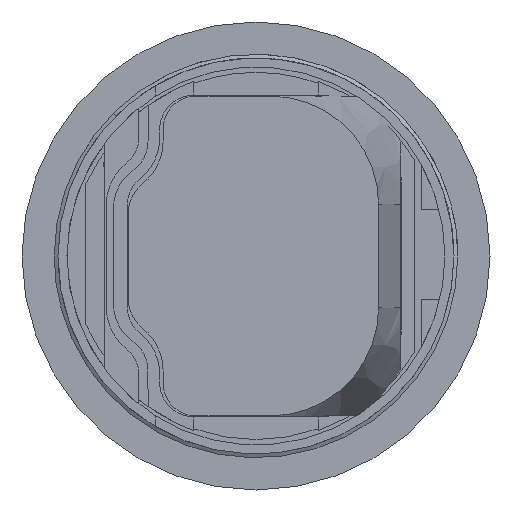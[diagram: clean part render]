
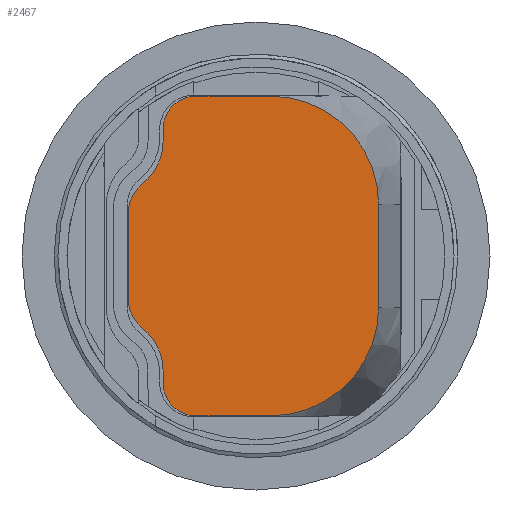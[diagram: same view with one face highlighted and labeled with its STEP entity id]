
A CAD part, front view. The second image highlights one B-rep face of the part: STEP entity #2467.
In plain terms, the highlighted face is planar.
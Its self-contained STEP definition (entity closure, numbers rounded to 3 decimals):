
#162 = CARTESIAN_POINT ( 'NONE',  ( -41.2, 31.95, 0. ) ) ;
#184 = CIRCLE ( 'NONE', #3055, 9.1 ) ;
#244 = AXIS2_PLACEMENT_3D ( 'NONE', #15630, #14159, #5480 ) ;
#400 = DIRECTION ( 'NONE',  ( 1., 0., 0. ) ) ;
#517 = DIRECTION ( 'NONE',  ( 0., 0., -1. ) ) ;
#582 = DIRECTION ( 'NONE',  ( 0., 0., 1. ) ) ;
#789 = CARTESIAN_POINT ( 'NONE',  ( -31.714, -19.819, 0. ) ) ;
#875 = EDGE_CURVE ( 'NONE', #8596, #13656, #16391, .T. ) ;
#1107 = EDGE_CURVE ( 'NONE', #17572, #7744, #6400, .T. ) ;
#1193 = AXIS2_PLACEMENT_3D ( 'NONE', #162, #17691, #12125 ) ;
#1363 = ORIENTED_EDGE ( 'NONE', *, *, #5317, .F. ) ;
#1639 = VERTEX_POINT ( 'NONE', #9772 ) ;
#2022 = DIRECTION ( 'NONE',  ( 0., -1., 0. ) ) ;
#2070 = CARTESIAN_POINT ( 'NONE',  ( -25.8, -31.95, 0. ) ) ;
#2161 = CARTESIAN_POINT ( 'NONE',  ( -35.4, -12.256, 0. ) ) ;
#2218 = DIRECTION ( 'NONE',  ( 1., 0., 0. ) ) ;
#2467 = ADVANCED_FACE ( 'NONE', ( #9003 ), #17965, .T. ) ;
#2474 = DIRECTION ( 'NONE',  ( 0., 0., 1. ) ) ;
#2548 = VERTEX_POINT ( 'NONE', #8047 ) ;
#2603 = CARTESIAN_POINT ( 'NONE',  ( 34.05, -14.4, 0. ) ) ;
#2615 = LINE ( 'NONE', #11549, #9862 ) ;
#2650 = VERTEX_POINT ( 'NONE', #11502 ) ;
#2977 = CARTESIAN_POINT ( 'NONE',  ( -25.8, -31.95, 0. ) ) ;
#2993 = VECTOR ( 'NONE', #18357, 1000. ) ;
#3050 = ORIENTED_EDGE ( 'NONE', *, *, #12660, .F. ) ;
#3055 = AXIS2_PLACEMENT_3D ( 'NONE', #4078, #14200, #5521 ) ;
#3165 = LINE ( 'NONE', #2070, #18149 ) ;
#3278 = EDGE_CURVE ( 'NONE', #1639, #2548, #2615, .T. ) ;
#4068 = AXIS2_PLACEMENT_3D ( 'NONE', #9265, #582, #10712 ) ;
#4078 = CARTESIAN_POINT ( 'NONE',  ( -16.7, 35.3, 0. ) ) ;
#4407 = ORIENTED_EDGE ( 'NONE', *, *, #17435, .F. ) ;
#5016 = VERTEX_POINT ( 'NONE', #789 ) ;
#5105 = AXIS2_PLACEMENT_3D ( 'NONE', #17741, #9075, #400 ) ;
#5129 = CIRCLE ( 'NONE', #13566, 30. ) ;
#5268 = AXIS2_PLACEMENT_3D ( 'NONE', #6275, #17078, #2218 ) ;
#5274 = VERTEX_POINT ( 'NONE', #2977 ) ;
#5317 = EDGE_CURVE ( 'NONE', #13656, #17572, #12695, .T. ) ;
#5344 = CIRCLE ( 'NONE', #5105, 9.6 ) ;
#5456 = EDGE_CURVE ( 'NONE', #7363, #1639, #6582, .T. ) ;
#5480 = DIRECTION ( 'NONE',  ( -1., 0., 0. ) ) ;
#5521 = DIRECTION ( 'NONE',  ( -1., 0., 0. ) ) ;
#5522 = AXIS2_PLACEMENT_3D ( 'NONE', #9208, #517, #10654 ) ;
#5605 = VECTOR ( 'NONE', #9813, 1000. ) ;
#6039 = ORIENTED_EDGE ( 'NONE', *, *, #15515, .F. ) ;
#6091 = VERTEX_POINT ( 'NONE', #2603 ) ;
#6275 = CARTESIAN_POINT ( 'NONE',  ( -16.7, -35.3, 0. ) ) ;
#6400 = LINE ( 'NONE', #2161, #2993 ) ;
#6490 = EDGE_CURVE ( 'NONE', #9123, #6091, #10622, .T. ) ;
#6582 = CIRCLE ( 'NONE', #5268, 9.1 ) ;
#7252 = CARTESIAN_POINT ( 'NONE',  ( 4.05, 44.4, 0. ) ) ;
#7363 = VERTEX_POINT ( 'NONE', #17016 ) ;
#7452 = CARTESIAN_POINT ( 'NONE',  ( -35.4, -12.256, 0. ) ) ;
#7744 = VERTEX_POINT ( 'NONE', #7452 ) ;
#8047 = CARTESIAN_POINT ( 'NONE',  ( 4.05, -44.4, 0. ) ) ;
#8421 = DIRECTION ( 'NONE',  ( 1., 0., 0. ) ) ;
#8596 = VERTEX_POINT ( 'NONE', #18059 ) ;
#8739 = CARTESIAN_POINT ( 'NONE',  ( -25.8, 12.256, 0. ) ) ;
#8751 = CARTESIAN_POINT ( 'NONE',  ( 34.05, 14.4, 0. ) ) ;
#8876 = ORIENTED_EDGE ( 'NONE', *, *, #14338, .F. ) ;
#8893 = AXIS2_PLACEMENT_3D ( 'NONE', #8739, #18160, #11437 ) ;
#9003 = FACE_OUTER_BOUND ( 'NONE', #18482, .T. ) ;
#9075 = DIRECTION ( 'NONE',  ( 0., 0., 1. ) ) ;
#9123 = VERTEX_POINT ( 'NONE', #13114 ) ;
#9126 = ORIENTED_EDGE ( 'NONE', *, *, #18581, .F. ) ;
#9208 = CARTESIAN_POINT ( 'NONE',  ( -41.2, -31.95, 0. ) ) ;
#9234 = VECTOR ( 'NONE', #13378, 1000. ) ;
#9265 = CARTESIAN_POINT ( 'NONE',  ( 4.05, 14.4, 0. ) ) ;
#9772 = CARTESIAN_POINT ( 'NONE',  ( -16.7, -44.4, 0. ) ) ;
#9813 = DIRECTION ( 'NONE',  ( 0., -1., 0. ) ) ;
#9862 = VECTOR ( 'NONE', #8421, 1000. ) ;
#9985 = ORIENTED_EDGE ( 'NONE', *, *, #5456, .F. ) ;
#10499 = ORIENTED_EDGE ( 'NONE', *, *, #6490, .T. ) ;
#10622 = LINE ( 'NONE', #8751, #11521 ) ;
#10654 = DIRECTION ( 'NONE',  ( -1., 0., 0. ) ) ;
#10712 = DIRECTION ( 'NONE',  ( 1., 0., 0. ) ) ;
#10746 = ORIENTED_EDGE ( 'NONE', *, *, #875, .F. ) ;
#10837 = ORIENTED_EDGE ( 'NONE', *, *, #14710, .F. ) ;
#10995 = ORIENTED_EDGE ( 'NONE', *, *, #14452, .F. ) ;
#11147 = CARTESIAN_POINT ( 'NONE',  ( 4.05, -14.4, 0. ) ) ;
#11437 = DIRECTION ( 'NONE',  ( -1., 0., 0. ) ) ;
#11442 = CIRCLE ( 'NONE', #5522, 15.4 ) ;
#11502 = CARTESIAN_POINT ( 'NONE',  ( -25.8, 35.3, 0. ) ) ;
#11521 = VECTOR ( 'NONE', #2022, 1000. ) ;
#11549 = CARTESIAN_POINT ( 'NONE',  ( -16.7, -44.4, 0. ) ) ;
#11895 = CARTESIAN_POINT ( 'NONE',  ( -16.7, 44.4, 0. ) ) ;
#11928 = CARTESIAN_POINT ( 'NONE',  ( -16.7, 44.4, 0. ) ) ;
#12125 = DIRECTION ( 'NONE',  ( 1., 0., 0. ) ) ;
#12206 = ORIENTED_EDGE ( 'NONE', *, *, #1107, .F. ) ;
#12212 = DIRECTION ( 'NONE',  ( 0., -1., 0. ) ) ;
#12546 = VERTEX_POINT ( 'NONE', #11895 ) ;
#12603 = DIRECTION ( 'NONE',  ( 1., 0., 0. ) ) ;
#12660 = EDGE_CURVE ( 'NONE', #5274, #7363, #3165, .T. ) ;
#12695 = CIRCLE ( 'NONE', #244, 9.6 ) ;
#12963 = CARTESIAN_POINT ( 'NONE',  ( -35.4, 12.256, 0. ) ) ;
#13022 = VERTEX_POINT ( 'NONE', #7252 ) ;
#13114 = CARTESIAN_POINT ( 'NONE',  ( 34.05, 14.4, 0. ) ) ;
#13378 = DIRECTION ( 'NONE',  ( -1., 0., 0. ) ) ;
#13527 = LINE ( 'NONE', #11928, #9234 ) ;
#13566 = AXIS2_PLACEMENT_3D ( 'NONE', #11147, #2474, #12603 ) ;
#13656 = VERTEX_POINT ( 'NONE', #15498 ) ;
#14089 = ORIENTED_EDGE ( 'NONE', *, *, #3278, .F. ) ;
#14159 = DIRECTION ( 'NONE',  ( 0., 0., 1. ) ) ;
#14200 = DIRECTION ( 'NONE',  ( 0., 0., 1. ) ) ;
#14338 = EDGE_CURVE ( 'NONE', #13022, #12546, #13527, .T. ) ;
#14357 = EDGE_CURVE ( 'NONE', #7744, #5016, #5344, .T. ) ;
#14452 = EDGE_CURVE ( 'NONE', #9123, #13022, #16022, .T. ) ;
#14710 = EDGE_CURVE ( 'NONE', #2548, #6091, #5129, .T. ) ;
#15311 = ORIENTED_EDGE ( 'NONE', *, *, #14357, .F. ) ;
#15498 = CARTESIAN_POINT ( 'NONE',  ( -31.714, 19.819, 0. ) ) ;
#15515 = EDGE_CURVE ( 'NONE', #2650, #8596, #16743, .T. ) ;
#15630 = CARTESIAN_POINT ( 'NONE',  ( -25.8, 12.256, 0. ) ) ;
#16022 = CIRCLE ( 'NONE', #4068, 30. ) ;
#16391 = CIRCLE ( 'NONE', #1193, 15.4 ) ;
#16743 = LINE ( 'NONE', #18565, #5605 ) ;
#17016 = CARTESIAN_POINT ( 'NONE',  ( -25.8, -35.3, 0. ) ) ;
#17078 = DIRECTION ( 'NONE',  ( 0., 0., 1. ) ) ;
#17435 = EDGE_CURVE ( 'NONE', #12546, #2650, #184, .T. ) ;
#17572 = VERTEX_POINT ( 'NONE', #12963 ) ;
#17691 = DIRECTION ( 'NONE',  ( 0., 0., -1. ) ) ;
#17741 = CARTESIAN_POINT ( 'NONE',  ( -25.8, -12.256, 0. ) ) ;
#17965 = PLANE ( 'NONE',  #8893 ) ;
#18059 = CARTESIAN_POINT ( 'NONE',  ( -25.8, 31.95, 0. ) ) ;
#18149 = VECTOR ( 'NONE', #12212, 1000. ) ;
#18160 = DIRECTION ( 'NONE',  ( 0., 0., -1. ) ) ;
#18357 = DIRECTION ( 'NONE',  ( 0., -1., 0. ) ) ;
#18482 = EDGE_LOOP ( 'NONE', ( #10837, #14089, #9985, #3050, #9126, #15311, #12206, #1363, #10746, #6039, #4407, #8876, #10995, #10499 ) ) ;
#18565 = CARTESIAN_POINT ( 'NONE',  ( -25.8, 31.95, 0. ) ) ;
#18581 = EDGE_CURVE ( 'NONE', #5016, #5274, #11442, .T. ) ;
